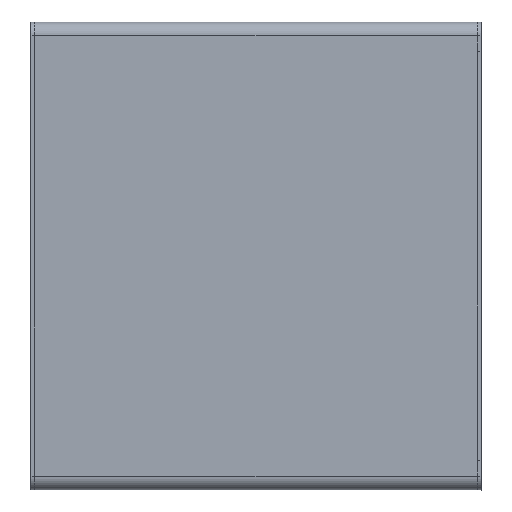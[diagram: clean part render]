
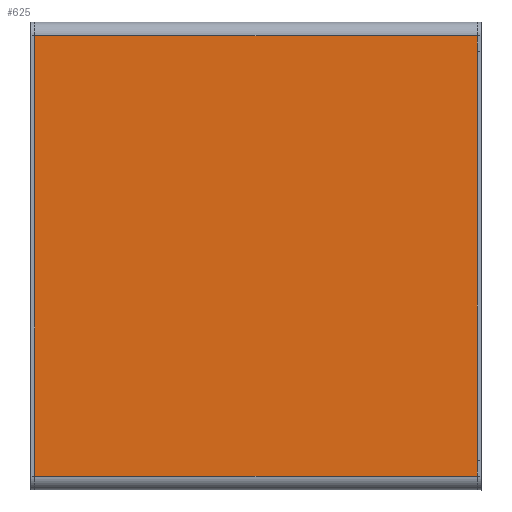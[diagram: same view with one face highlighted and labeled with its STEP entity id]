
A CAD part, top view. The second image highlights one B-rep face of the part: STEP entity #625.
In plain terms, the highlighted planar face has unit normal (0, 0, 1).
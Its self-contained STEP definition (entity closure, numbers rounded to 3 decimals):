
#29=FACE_OUTER_BOUND($,#208,.T.);
#68=LINE($,#941,#130);
#69=LINE($,#943,#131);
#70=LINE($,#945,#132);
#71=LINE($,#947,#133);
#72=LINE($,#949,#134);
#73=LINE($,#950,#135);
#130=VECTOR($,#765,97.5);
#131=VECTOR($,#766,3.5);
#132=VECTOR($,#767,90.);
#133=VECTOR($,#768,3.5);
#134=VECTOR($,#769,97.5);
#135=VECTOR($,#770,97.);
#208=EDGE_LOOP($,(#418,#419,#420,#421,#422,#423));
#272=VERTEX_POINT($,#939);
#273=VERTEX_POINT($,#940);
#274=VERTEX_POINT($,#942);
#275=VERTEX_POINT($,#944);
#276=VERTEX_POINT($,#946);
#277=VERTEX_POINT($,#948);
#325=EDGE_CURVE($,#272,#273,#68,.T.);
#326=EDGE_CURVE($,#274,#273,#69,.T.);
#327=EDGE_CURVE($,#275,#274,#70,.T.);
#328=EDGE_CURVE($,#276,#275,#71,.T.);
#329=EDGE_CURVE($,#276,#277,#72,.T.);
#330=EDGE_CURVE($,#272,#277,#73,.T.);
#418=ORIENTED_EDGE($,*,*,#325,.T.);
#419=ORIENTED_EDGE($,*,*,#326,.F.);
#420=ORIENTED_EDGE($,*,*,#327,.F.);
#421=ORIENTED_EDGE($,*,*,#328,.F.);
#422=ORIENTED_EDGE($,*,*,#329,.T.);
#423=ORIENTED_EDGE($,*,*,#330,.F.);
#552=PLANE($,#675);
#625=ADVANCED_FACE($,(#29),#552,.T.);
#675=AXIS2_PLACEMENT_3D($,#938,#763,#764);
#763=DIRECTION('center_axis',(0.,0.,1.));
#764=DIRECTION('ref_axis',(-1.,0.,0.));
#765=DIRECTION($,(1.,0.,0.));
#766=DIRECTION($,(0.,-1.,0.));
#767=DIRECTION($,(0.,-1.,0.));
#768=DIRECTION($,(0.,-1.,0.));
#769=DIRECTION($,(-1.,0.,0.));
#770=DIRECTION($,(0.,1.,0.));
#938=CARTESIAN_POINT('Origin',(0.,0.,
21.74));
#939=CARTESIAN_POINT('',(-48.75,-48.5,21.74));
#940=CARTESIAN_POINT('',(48.75,-48.5,21.74));
#941=CARTESIAN_POINT($,(-24.375,-48.5,21.74));
#942=CARTESIAN_POINT('',(48.75,-45.,21.74));
#943=CARTESIAN_POINT($,(48.75,-51.5,21.74));
#944=CARTESIAN_POINT('',(48.75,45.,21.74));
#945=CARTESIAN_POINT($,(48.75,-51.5,21.74));
#946=CARTESIAN_POINT('',(48.75,48.5,21.74));
#947=CARTESIAN_POINT($,(48.75,-51.5,21.74));
#948=CARTESIAN_POINT('',(-48.75,48.5,21.74));
#949=CARTESIAN_POINT($,(24.375,48.5,21.74));
#950=CARTESIAN_POINT($,(-48.75,51.5,21.74));
